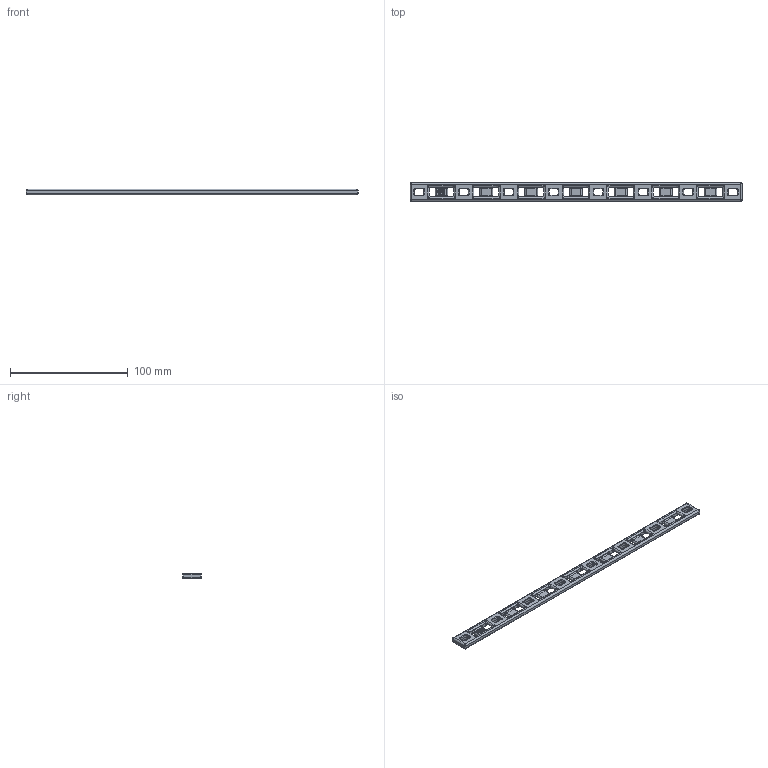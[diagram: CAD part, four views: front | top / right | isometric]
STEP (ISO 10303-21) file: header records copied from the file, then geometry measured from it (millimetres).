
FILE_DESCRIPTION(/* description */ (''),/* implementation_level */ '2;1');
FILE_NAME(/* name */ 'PANDUIT_MTPC7H-E10',/* time_stamp */ '2011-09-20T09:49:41-05:00',/* author */ (''),/* organization */ (''),/* preprocessor_version */ 'ST-DEVELOPER v9',/* originating_system */ 'UGS - NX 3.0',/* authorisation */ '');
FILE_SCHEMA (('CONFIG_CONTROL_DESIGN'));
Length unit declared in the file: inch
Products named in the file (1): bwgA42Btqu7
Bounding box: 281.94 x 15.88 x 5.08 mm (x, y, z)
Volume: 15094.2 mm3; surface area: 11638.2 mm2
Topology: 1 solids, 1 shells, 906 faces, 2350 edges, 1384 vertices
Faces by surface type: cylinder 409, plane 273, bspline 172, torus 52
Full cylindrical faces by diameter (mm): 1.587 x1
Entity records: 29119 total; most frequent: CARTESIAN_POINT 7120, DIRECTION 4877, ORIENTED_EDGE 4530, EDGE_CURVE 2265, AXIS2_PLACEMENT_3D 1877, VERTEX_POINT 1384, LINE 1123, VECTOR 1123
